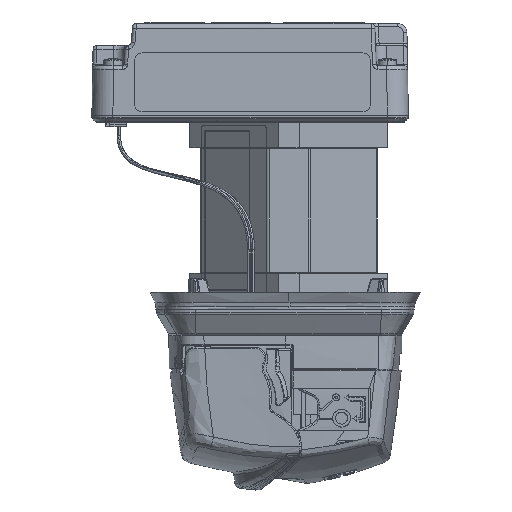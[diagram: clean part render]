
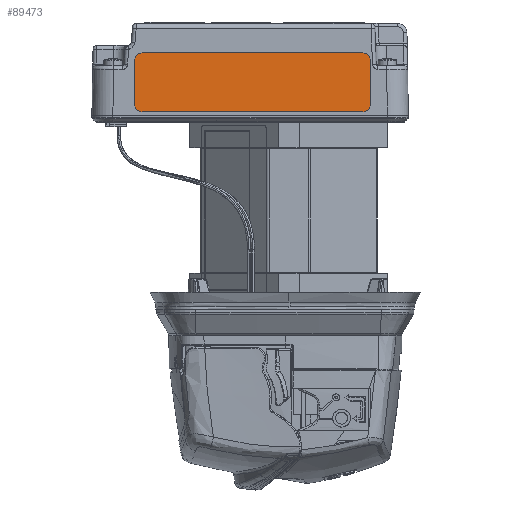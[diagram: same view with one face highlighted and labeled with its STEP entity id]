
A CAD part, left-side view. The second image highlights one B-rep face of the part: STEP entity #89473.
In plain terms, the highlighted face is planar.
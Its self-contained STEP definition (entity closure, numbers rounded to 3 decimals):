
#1764 = CARTESIAN_POINT ( 'NONE',  ( 109.285, 80.514, 22.791 ) ) ;
#2656 = VERTEX_POINT ( 'NONE', #181181 ) ;
#3725 = EDGE_CURVE ( 'NONE', #221923, #23772, #122797, .T. ) ;
#6297 = AXIS2_PLACEMENT_3D ( 'NONE', #166475, #72186, #127275 ) ;
#7923 = DIRECTION ( 'NONE',  ( -0.012, 0.012, -1. ) ) ;
#11156 = DIRECTION ( 'NONE',  ( 0.707, 0.707, 0. ) ) ;
#11293 = LINE ( 'NONE', #197471, #52813 ) ;
#11375 = ORIENTED_EDGE ( 'NONE', *, *, #3725, .F. ) ;
#16036 = VERTEX_POINT ( 'NONE', #234139 ) ;
#17613 = CARTESIAN_POINT ( 'NONE',  ( 109.458, 80.342, 36.789 ) ) ;
#23772 = VERTEX_POINT ( 'NONE', #94525 ) ;
#29442 = DIRECTION ( 'NONE',  ( 0.012, -0.012, 1. ) ) ;
#42209 = LINE ( 'NONE', #228427, #240952 ) ;
#44031 = CIRCLE ( 'NONE', #71268, 2. ) ;
#46629 = CARTESIAN_POINT ( 'NONE',  ( 65.457, 36.661, 23.791 ) ) ;
#47853 = EDGE_CURVE ( 'NONE', #65903, #2656, #11293, .T. ) ;
#49230 = FACE_OUTER_BOUND ( 'NONE', #166379, .T. ) ;
#52158 = EDGE_CURVE ( 'NONE', #16036, #23772, #178947, .T. ) ;
#52359 = AXIS2_PLACEMENT_3D ( 'NONE', #17613, #219750, #220946 ) ;
#52813 = VECTOR ( 'NONE', #231849, 1000. ) ;
#53950 = DIRECTION ( 'NONE',  ( -0.707, 0.707, 0.017 ) ) ;
#64013 = CARTESIAN_POINT ( 'NONE',  ( 95.944, 66.985, 30.43 ) ) ;
#65079 = EDGE_CURVE ( 'NONE', #95459, #65903, #237037, .T. ) ;
#65228 = DIRECTION ( 'NONE',  ( 0.025, 0., 1. ) ) ;
#65903 = VERTEX_POINT ( 'NONE', #1764 ) ;
#66861 = ORIENTED_EDGE ( 'NONE', *, *, #65079, .T. ) ;
#71268 = AXIS2_PLACEMENT_3D ( 'NONE', #127403, #53950, #72323 ) ;
#71739 = CARTESIAN_POINT ( 'NONE',  ( 65.469, 36.649, 24.791 ) ) ;
#72186 = DIRECTION ( 'NONE',  ( -0.707, 0.707, 0.017 ) ) ;
#72323 = DIRECTION ( 'NONE',  ( 0.707, 0.707, 0. ) ) ;
#74775 = AXIS2_PLACEMENT_3D ( 'NONE', #64013, #138701, #65228 ) ;
#84656 = CARTESIAN_POINT ( 'NONE',  ( 95.443, 66.277, 38.789 ) ) ;
#86581 = ORIENTED_EDGE ( 'NONE', *, *, #120027, .T. ) ;
#89473 = ADVANCED_FACE ( 'NONE', ( #49230 ), #157103, .T. ) ;
#94525 = CARTESIAN_POINT ( 'NONE',  ( 109.483, 80.317, 38.789 ) ) ;
#95459 = VERTEX_POINT ( 'NONE', #176899 ) ;
#114111 = VERTEX_POINT ( 'NONE', #196556 ) ;
#120027 = EDGE_CURVE ( 'NONE', #221923, #95459, #42209, .T. ) ;
#121554 = CARTESIAN_POINT ( 'NONE',  ( 110.872, 81.756, 36.789 ) ) ;
#122797 = CIRCLE ( 'NONE', #52359, 2. ) ;
#124800 = ORIENTED_EDGE ( 'NONE', *, *, #221177, .T. ) ;
#126210 = DIRECTION ( 'NONE',  ( -0.707, -0.707, 0. ) ) ;
#127275 = DIRECTION ( 'NONE',  ( 0.707, 0.707, 0. ) ) ;
#127403 = CARTESIAN_POINT ( 'NONE',  ( 67.032, 37.915, 36.789 ) ) ;
#127763 = VECTOR ( 'NONE', #11156, 1000. ) ;
#132555 = AXIS2_PLACEMENT_3D ( 'NONE', #144593, #241316, #126210 ) ;
#137038 = ORIENTED_EDGE ( 'NONE', *, *, #52158, .T. ) ;
#138701 = DIRECTION ( 'NONE',  ( -0.707, 0.707, 0.017 ) ) ;
#144593 = CARTESIAN_POINT ( 'NONE',  ( 66.884, 38.063, 24.791 ) ) ;
#157103 = PLANE ( 'NONE',  #74775 ) ;
#164598 = ORIENTED_EDGE ( 'NONE', *, *, #208935, .T. ) ;
#166379 = EDGE_LOOP ( 'NONE', ( #86581, #66861, #202133, #190374, #124800, #164598, #137038, #11375 ) ) ;
#166475 = CARTESIAN_POINT ( 'NONE',  ( 109.31, 80.49, 24.791 ) ) ;
#167303 = EDGE_CURVE ( 'NONE', #184349, #2656, #238138, .T. ) ;
#176899 = CARTESIAN_POINT ( 'NONE',  ( 110.724, 81.904, 24.791 ) ) ;
#178947 = LINE ( 'NONE', #84656, #127763 ) ;
#181181 = CARTESIAN_POINT ( 'NONE',  ( 66.859, 38.088, 22.791 ) ) ;
#184349 = VERTEX_POINT ( 'NONE', #71739 ) ;
#190374 = ORIENTED_EDGE ( 'NONE', *, *, #167303, .F. ) ;
#194860 = LINE ( 'NONE', #46629, #235668 ) ;
#196556 = CARTESIAN_POINT ( 'NONE',  ( 65.617, 36.501, 36.789 ) ) ;
#197471 = CARTESIAN_POINT ( 'NONE',  ( 110.699, 81.929, 22.791 ) ) ;
#202133 = ORIENTED_EDGE ( 'NONE', *, *, #47853, .T. ) ;
#208935 = EDGE_CURVE ( 'NONE', #114111, #16036, #44031, .T. ) ;
#219750 = DIRECTION ( 'NONE',  ( 0.707, -0.707, -0.017 ) ) ;
#220946 = DIRECTION ( 'NONE',  ( -0.012, 0.012, -1. ) ) ;
#221177 = EDGE_CURVE ( 'NONE', #184349, #114111, #194860, .T. ) ;
#221923 = VERTEX_POINT ( 'NONE', #121554 ) ;
#228427 = CARTESIAN_POINT ( 'NONE',  ( 110.724, 81.904, 24.8 ) ) ;
#231849 = DIRECTION ( 'NONE',  ( -0.707, -0.707, 0. ) ) ;
#234139 = CARTESIAN_POINT ( 'NONE',  ( 67.056, 37.891, 38.789 ) ) ;
#235668 = VECTOR ( 'NONE', #29442, 1000. ) ;
#237037 = CIRCLE ( 'NONE', #6297, 2. ) ;
#238138 = CIRCLE ( 'NONE', #132555, 2. ) ;
#240952 = VECTOR ( 'NONE', #7923, 1000. ) ;
#241316 = DIRECTION ( 'NONE',  ( 0.707, -0.707, -0.017 ) ) ;
